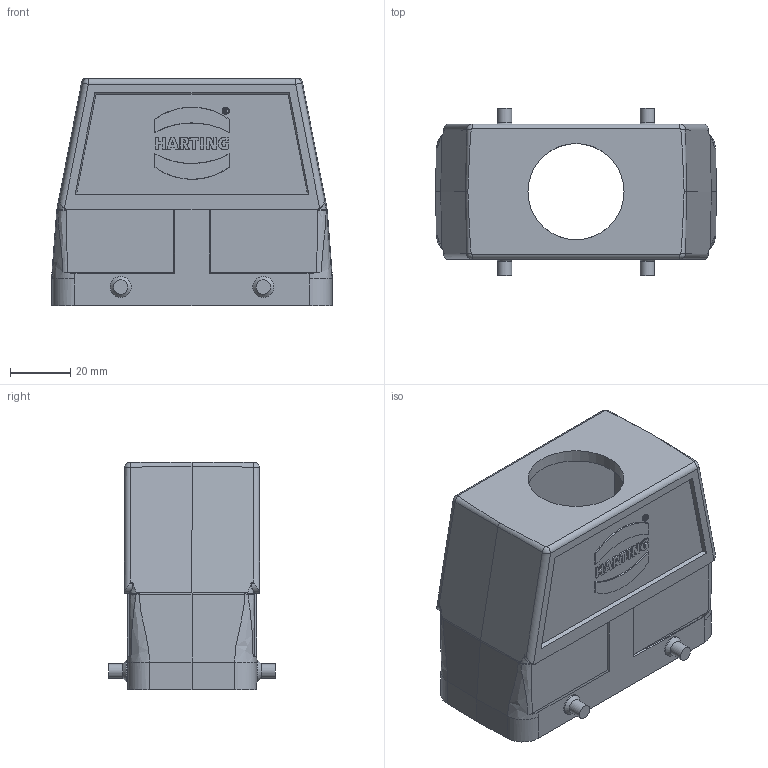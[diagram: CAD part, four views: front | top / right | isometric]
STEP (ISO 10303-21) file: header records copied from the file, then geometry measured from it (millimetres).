
FILE_DESCRIPTION(/* description */ (''),/* implementation_level */ '2;1');
FILE_NAME(/* name */ '100094894ugm000_e.stp',/* time_stamp */ '2019-11-07T09:56:27+01:00',/* author */ (''),/* organization */ (''),/* preprocessor_version */ 'ST-DEVELOPER v16.7',/* originating_system */ 'SIEMENS PLM Software NX 12.0',/* authorisation */ '');
FILE_SCHEMA (('AUTOMOTIVE_DESIGN { 1 0 10303 214 3 1 1 1 }'));
Length unit declared in the file: millimetre
Products named in the file (1): 100094894ugm000_e
Bounding box: 93.5 x 55.6 x 75.6 mm (x, y, z)
Volume: 80266.1 mm3; surface area: 42547.7 mm2
Topology: 1 solids, 1 shells, 367 faces, 955 edges, 631 vertices
Faces by surface type: plane 262, bspline 44, cylinder 39, cone 18, sphere 4
Full cylindrical faces by diameter (mm): 3 x4, 4.8 x4, 7 x4, 32 x1
Entity records: 18887 total; most frequent: CARTESIAN_POINT 8913, ORIENTED_EDGE 1840, DIRECTION 1519, EDGE_CURVE 920, LINE 629, VECTOR 629, VERTEX_POINT 619, AXIS2_PLACEMENT_3D 445
